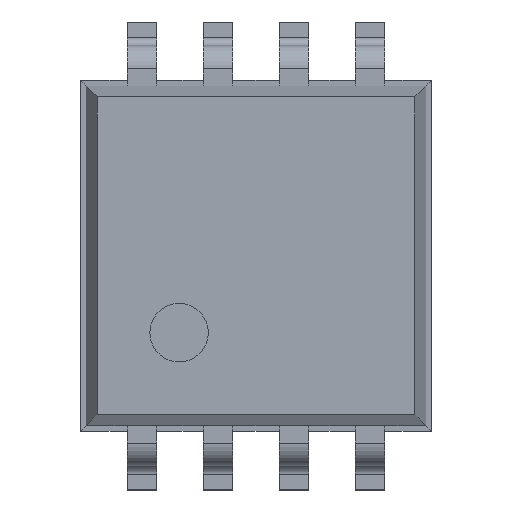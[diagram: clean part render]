
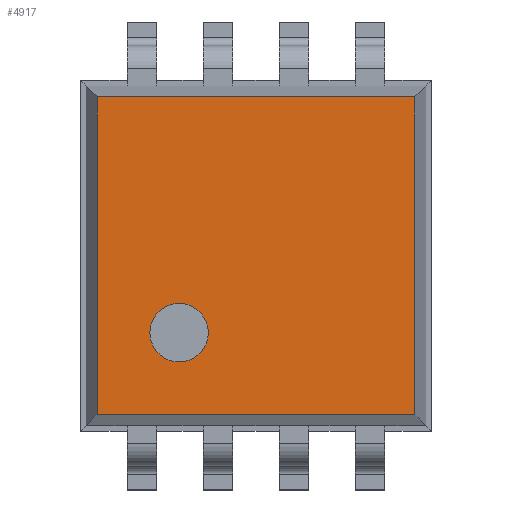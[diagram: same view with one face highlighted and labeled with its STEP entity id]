
A CAD part, top view. The second image highlights one B-rep face of the part: STEP entity #4917.
In plain terms, the highlighted planar face has unit normal (0, 0, 1).
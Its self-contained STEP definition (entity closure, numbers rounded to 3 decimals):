
#1243 = B_SPLINE_SURFACE_WITH_KNOTS('',1,1,(
    (#1244,#1245)
    ,(#1246,#1247
    )),.UNSPECIFIED.,.F.,.F.,.F.,(2,2),(2,2),(0.,2.9),(0.,1.),
  .PIECEWISE_BEZIER_KNOTS.);
#1244 = CARTESIAN_POINT('',(-1.45,-1.45,0.665));
#1245 = CARTESIAN_POINT('',(-1.358,-1.358,1.1));
#1246 = CARTESIAN_POINT('',(1.45,-1.45,0.665));
#1247 = CARTESIAN_POINT('',(1.358,-1.358,1.1));
#2629 = VERTEX_POINT('',#2630);
#2630 = CARTESIAN_POINT('',(1.358,-1.358,1.1));
#2643 = B_SPLINE_SURFACE_WITH_KNOTS('',1,1,(
    (#2644,#2645)
    ,(#2646,#2647
    )),.UNSPECIFIED.,.F.,.F.,.F.,(2,2),(2,2),(0.,2.9),(0.,1.),
  .PIECEWISE_BEZIER_KNOTS.);
#2644 = CARTESIAN_POINT('',(1.45,-1.45,0.665));
#2645 = CARTESIAN_POINT('',(1.358,-1.358,1.1));
#2646 = CARTESIAN_POINT('',(1.45,1.45,0.665));
#2647 = CARTESIAN_POINT('',(1.358,1.358,1.1));
#2655 = EDGE_CURVE('',#2656,#2629,#2658,.T.);
#2656 = VERTEX_POINT('',#2657);
#2657 = CARTESIAN_POINT('',(-1.358,-1.358,1.1));
#2658 = SURFACE_CURVE('',#2659,(#2663,#2669),.PCURVE_S1.);
#2659 = LINE('',#2660,#2661);
#2660 = CARTESIAN_POINT('',(-1.358,-1.358,1.1));
#2661 = VECTOR('',#2662,1.);
#2662 = DIRECTION('',(1.,0.,0.));
#2663 = PCURVE('',#1243,#2664);
#2664 = DEFINITIONAL_REPRESENTATION('',(#2665),#2668);
#2665 = B_SPLINE_CURVE_WITH_KNOTS('',1,(#2666,#2667),.UNSPECIFIED.,.F.,
  .F.,(2,2),(0.,2.715),.PIECEWISE_BEZIER_KNOTS.);
#2666 = CARTESIAN_POINT('',(0.,1.));
#2667 = CARTESIAN_POINT('',(2.9,1.));
#2668 = ( GEOMETRIC_REPRESENTATION_CONTEXT(2) 
PARAMETRIC_REPRESENTATION_CONTEXT() REPRESENTATION_CONTEXT('2D SPACE',''
  ) );
#2669 = PCURVE('',#2670,#2675);
#2670 = PLANE('',#2671);
#2671 = AXIS2_PLACEMENT_3D('',#2672,#2673,#2674);
#2672 = CARTESIAN_POINT('',(-1.358,-1.358,1.1));
#2673 = DIRECTION('',(0.,0.,-1.));
#2674 = DIRECTION('',(0.707,0.707,0.));
#2675 = DEFINITIONAL_REPRESENTATION('',(#2676),#2680);
#2676 = LINE('',#2677,#2678);
#2677 = CARTESIAN_POINT('',(0.,0.));
#2678 = VECTOR('',#2679,1.);
#2679 = DIRECTION('',(0.707,0.707));
#2680 = ( GEOMETRIC_REPRESENTATION_CONTEXT(2) 
PARAMETRIC_REPRESENTATION_CONTEXT() REPRESENTATION_CONTEXT('2D SPACE',''
  ) );
#2695 = B_SPLINE_SURFACE_WITH_KNOTS('',1,1,(
    (#2696,#2697)
    ,(#2698,#2699
    )),.UNSPECIFIED.,.F.,.F.,.F.,(2,2),(2,2),(0.,2.9),(0.,1.),
  .PIECEWISE_BEZIER_KNOTS.);
#2696 = CARTESIAN_POINT('',(-1.45,1.45,0.665));
#2697 = CARTESIAN_POINT('',(-1.358,1.358,1.1));
#2698 = CARTESIAN_POINT('',(-1.45,-1.45,0.665));
#2699 = CARTESIAN_POINT('',(-1.358,-1.358,1.1));
#4871 = EDGE_CURVE('',#4872,#2656,#4874,.T.);
#4872 = VERTEX_POINT('',#4873);
#4873 = CARTESIAN_POINT('',(-1.358,1.358,1.1));
#4874 = SURFACE_CURVE('',#4875,(#4879,#4885),.PCURVE_S1.);
#4875 = LINE('',#4876,#4877);
#4876 = CARTESIAN_POINT('',(-1.358,1.358,1.1));
#4877 = VECTOR('',#4878,1.);
#4878 = DIRECTION('',(0.,-1.,0.));
#4879 = PCURVE('',#2695,#4880);
#4880 = DEFINITIONAL_REPRESENTATION('',(#4881),#4884);
#4881 = B_SPLINE_CURVE_WITH_KNOTS('',1,(#4882,#4883),.UNSPECIFIED.,.F.,
  .F.,(2,2),(0.,2.715),.PIECEWISE_BEZIER_KNOTS.);
#4882 = CARTESIAN_POINT('',(0.,1.));
#4883 = CARTESIAN_POINT('',(2.9,1.));
#4884 = ( GEOMETRIC_REPRESENTATION_CONTEXT(2) 
PARAMETRIC_REPRESENTATION_CONTEXT() REPRESENTATION_CONTEXT('2D SPACE',''
  ) );
#4885 = PCURVE('',#2670,#4886);
#4886 = DEFINITIONAL_REPRESENTATION('',(#4887),#4891);
#4887 = LINE('',#4888,#4889);
#4888 = CARTESIAN_POINT('',(1.92,-1.92));
#4889 = VECTOR('',#4890,1.);
#4890 = DIRECTION('',(-0.707,0.707));
#4891 = ( GEOMETRIC_REPRESENTATION_CONTEXT(2) 
PARAMETRIC_REPRESENTATION_CONTEXT() REPRESENTATION_CONTEXT('2D SPACE',''
  ) );
#4906 = B_SPLINE_SURFACE_WITH_KNOTS('',1,1,(
    (#4907,#4908)
    ,(#4909,#4910
    )),.UNSPECIFIED.,.F.,.F.,.F.,(2,2),(2,2),(0.,2.9),(0.,1.),
  .PIECEWISE_BEZIER_KNOTS.);
#4907 = CARTESIAN_POINT('',(1.45,1.45,0.665));
#4908 = CARTESIAN_POINT('',(1.358,1.358,1.1));
#4909 = CARTESIAN_POINT('',(-1.45,1.45,0.665));
#4910 = CARTESIAN_POINT('',(-1.358,1.358,1.1));
#4917 = ADVANCED_FACE('',(#4918,#4964),#2670,.F.);
#4918 = FACE_BOUND('',#4919,.F.);
#4919 = EDGE_LOOP('',(#4920,#4921,#4922,#4944));
#4920 = ORIENTED_EDGE('',*,*,#2655,.F.);
#4921 = ORIENTED_EDGE('',*,*,#4871,.F.);
#4922 = ORIENTED_EDGE('',*,*,#4923,.F.);
#4923 = EDGE_CURVE('',#4924,#4872,#4926,.T.);
#4924 = VERTEX_POINT('',#4925);
#4925 = CARTESIAN_POINT('',(1.358,1.358,1.1));
#4926 = SURFACE_CURVE('',#4927,(#4931,#4938),.PCURVE_S1.);
#4927 = LINE('',#4928,#4929);
#4928 = CARTESIAN_POINT('',(1.358,1.358,1.1));
#4929 = VECTOR('',#4930,1.);
#4930 = DIRECTION('',(-1.,0.,0.));
#4931 = PCURVE('',#2670,#4932);
#4932 = DEFINITIONAL_REPRESENTATION('',(#4933),#4937);
#4933 = LINE('',#4934,#4935);
#4934 = CARTESIAN_POINT('',(3.84,0.));
#4935 = VECTOR('',#4936,1.);
#4936 = DIRECTION('',(-0.707,-0.707));
#4937 = ( GEOMETRIC_REPRESENTATION_CONTEXT(2) 
PARAMETRIC_REPRESENTATION_CONTEXT() REPRESENTATION_CONTEXT('2D SPACE',''
  ) );
#4938 = PCURVE('',#4906,#4939);
#4939 = DEFINITIONAL_REPRESENTATION('',(#4940),#4943);
#4940 = B_SPLINE_CURVE_WITH_KNOTS('',1,(#4941,#4942),.UNSPECIFIED.,.F.,
  .F.,(2,2),(0.,2.715),.PIECEWISE_BEZIER_KNOTS.);
#4941 = CARTESIAN_POINT('',(0.,1.));
#4942 = CARTESIAN_POINT('',(2.9,1.));
#4943 = ( GEOMETRIC_REPRESENTATION_CONTEXT(2) 
PARAMETRIC_REPRESENTATION_CONTEXT() REPRESENTATION_CONTEXT('2D SPACE',''
  ) );
#4944 = ORIENTED_EDGE('',*,*,#4945,.F.);
#4945 = EDGE_CURVE('',#2629,#4924,#4946,.T.);
#4946 = SURFACE_CURVE('',#4947,(#4951,#4958),.PCURVE_S1.);
#4947 = LINE('',#4948,#4949);
#4948 = CARTESIAN_POINT('',(1.358,-1.358,1.1));
#4949 = VECTOR('',#4950,1.);
#4950 = DIRECTION('',(0.,1.,0.));
#4951 = PCURVE('',#2670,#4952);
#4952 = DEFINITIONAL_REPRESENTATION('',(#4953),#4957);
#4953 = LINE('',#4954,#4955);
#4954 = CARTESIAN_POINT('',(1.92,1.92));
#4955 = VECTOR('',#4956,1.);
#4956 = DIRECTION('',(0.707,-0.707));
#4957 = ( GEOMETRIC_REPRESENTATION_CONTEXT(2) 
PARAMETRIC_REPRESENTATION_CONTEXT() REPRESENTATION_CONTEXT('2D SPACE',''
  ) );
#4958 = PCURVE('',#2643,#4959);
#4959 = DEFINITIONAL_REPRESENTATION('',(#4960),#4963);
#4960 = B_SPLINE_CURVE_WITH_KNOTS('',1,(#4961,#4962),.UNSPECIFIED.,.F.,
  .F.,(2,2),(0.,2.715),.PIECEWISE_BEZIER_KNOTS.);
#4961 = CARTESIAN_POINT('',(0.,1.));
#4962 = CARTESIAN_POINT('',(2.9,1.));
#4963 = ( GEOMETRIC_REPRESENTATION_CONTEXT(2) 
PARAMETRIC_REPRESENTATION_CONTEXT() REPRESENTATION_CONTEXT('2D SPACE',''
  ) );
#4964 = FACE_BOUND('',#4965,.F.);
#4965 = EDGE_LOOP('',(#4966));
#4966 = ORIENTED_EDGE('',*,*,#4967,.T.);
#4967 = EDGE_CURVE('',#4968,#4968,#4970,.T.);
#4968 = VERTEX_POINT('',#4969);
#4969 = CARTESIAN_POINT('',(-0.408,-0.658,1.1));
#4970 = SURFACE_CURVE('',#4971,(#4976,#4987),.PCURVE_S1.);
#4971 = CIRCLE('',#4972,0.25);
#4972 = AXIS2_PLACEMENT_3D('',#4973,#4974,#4975);
#4973 = CARTESIAN_POINT('',(-0.658,-0.658,1.1));
#4974 = DIRECTION('',(0.,0.,1.));
#4975 = DIRECTION('',(1.,0.,0.));
#4976 = PCURVE('',#2670,#4977);
#4977 = DEFINITIONAL_REPRESENTATION('',(#4978),#4986);
#4978 = ( BOUNDED_CURVE() B_SPLINE_CURVE(2,(#4979,#4980,#4981,#4982,
#4983,#4984,#4985),.UNSPECIFIED.,.F.,.F.) B_SPLINE_CURVE_WITH_KNOTS((1,2
    ,2,2,2,1),(-2.094,0.,2.094,4.189,
6.283,8.378),.UNSPECIFIED.) CURVE() 
GEOMETRIC_REPRESENTATION_ITEM() RATIONAL_B_SPLINE_CURVE((1.,0.5,1.,0.5,
1.,0.5,1.)) REPRESENTATION_ITEM('') );
#4979 = CARTESIAN_POINT('',(1.167,0.177));
#4980 = CARTESIAN_POINT('',(1.473,-0.129));
#4981 = CARTESIAN_POINT('',(1.055,-0.241));
#4982 = CARTESIAN_POINT('',(0.636,-0.354));
#4983 = CARTESIAN_POINT('',(0.748,0.065));
#4984 = CARTESIAN_POINT('',(0.861,0.483));
#4985 = CARTESIAN_POINT('',(1.167,0.177));
#4986 = ( GEOMETRIC_REPRESENTATION_CONTEXT(2) 
PARAMETRIC_REPRESENTATION_CONTEXT() REPRESENTATION_CONTEXT('2D SPACE',''
  ) );
#4987 = PCURVE('',#4988,#4993);
#4988 = CYLINDRICAL_SURFACE('',#4989,0.25);
#4989 = AXIS2_PLACEMENT_3D('',#4990,#4991,#4992);
#4990 = CARTESIAN_POINT('',(-0.658,-0.658,1.1));
#4991 = DIRECTION('',(-0.,-0.,-1.));
#4992 = DIRECTION('',(1.,0.,0.));
#4993 = DEFINITIONAL_REPRESENTATION('',(#4994),#4998);
#4994 = LINE('',#4995,#4996);
#4995 = CARTESIAN_POINT('',(-0.,0.));
#4996 = VECTOR('',#4997,1.);
#4997 = DIRECTION('',(-1.,0.));
#4998 = ( GEOMETRIC_REPRESENTATION_CONTEXT(2) 
PARAMETRIC_REPRESENTATION_CONTEXT() REPRESENTATION_CONTEXT('2D SPACE',''
  ) );
